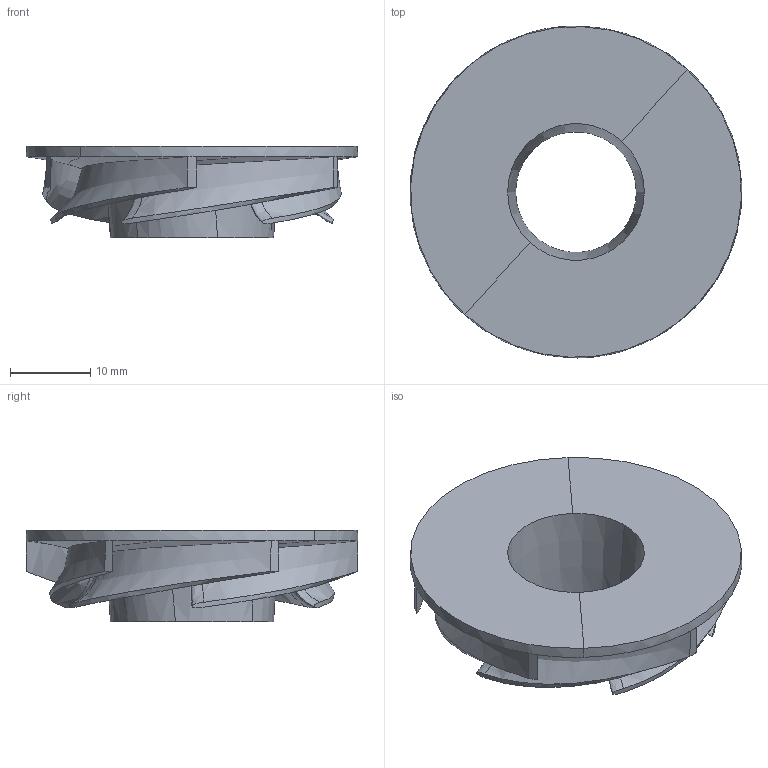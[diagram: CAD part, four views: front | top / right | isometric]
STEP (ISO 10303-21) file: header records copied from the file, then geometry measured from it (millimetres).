
FILE_DESCRIPTION (( 'STEP AP203' ), '1' );
FILE_NAME ('10.10 LOX pump test stand_Co2.STEP', '2024-10-10T23:45:54', ( '' ), ( '' ), 'SwSTEP 2.0', 'SolidWorks 2024', '' );
FILE_SCHEMA (( 'CONFIG_CONTROL_DESIGN' ));
Length unit declared in the file: millimetre
Products named in the file (1): 10.10 LOX pump test stand_Co2
Bounding box: 41.24 x 41.3 x 11.43 mm (x, y, z)
Volume: 4456.7 mm3; surface area: 5397.7 mm2
Topology: 1 solids, 1 shells, 44 faces, 118 edges, 74 vertices
Faces by surface type: bspline 40, cone 4
Entity records: 14248 total; most frequent: CARTESIAN_POINT 13314, ORIENTED_EDGE 236, EDGE_CURVE 118, DIRECTION 101, VERTEX_POINT 74, B_SPLINE_CURVE_WITH_KNOTS 71, AXIS2_PLACEMENT_3D 49, FACE_OUTER_BOUND 44
